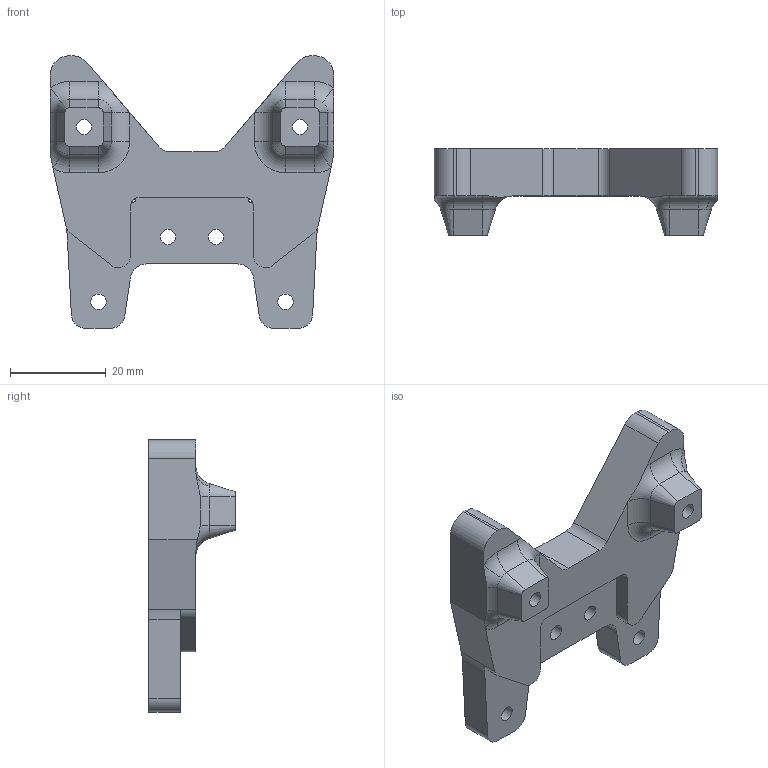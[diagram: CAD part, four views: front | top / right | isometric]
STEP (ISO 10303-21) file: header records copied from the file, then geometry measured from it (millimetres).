
FILE_DESCRIPTION(/* description */ (''),/* implementation_level */ '2;1');
FILE_NAME(/* name */ 'Tower.step',/* time_stamp */ '2023-12-17T15:54:34+01:00',/* author */ (''),/* organization */ (''),/* preprocessor_version */ 'ST-DEVELOPER v20',/* originating_system */ 'Autodesk Translation Framework v12.14.0.127',/* authorisation */ '');
FILE_SCHEMA (('AUTOMOTIVE_DESIGN { 1 0 10303 214 3 1 1 }'));
Length unit declared in the file: millimetre
Products named in the file (1): Tower
Bounding box: 59.04 x 18 x 56.8 mm (x, y, z)
Volume: 20326.3 mm3; surface area: 7953.6 mm2
Topology: 1 solids, 1 shells, 108 faces, 288 edges, 184 vertices
Faces by surface type: plane 50, cylinder 38, torus 12, cone 8
Full cylindrical faces by diameter (mm): 1 x2, 2.9 x2, 3.2 x6
Entity records: 3483 total; most frequent: CARTESIAN_POINT 635, DIRECTION 618, ORIENTED_EDGE 576, EDGE_CURVE 288, AXIS2_PLACEMENT_3D 229, VERTEX_POINT 184, LINE 160, VECTOR 160
